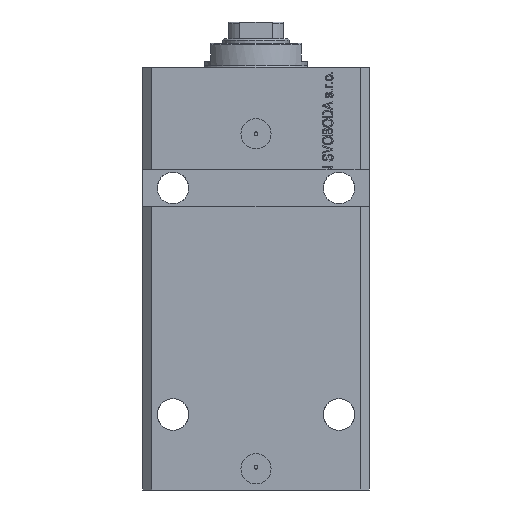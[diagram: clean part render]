
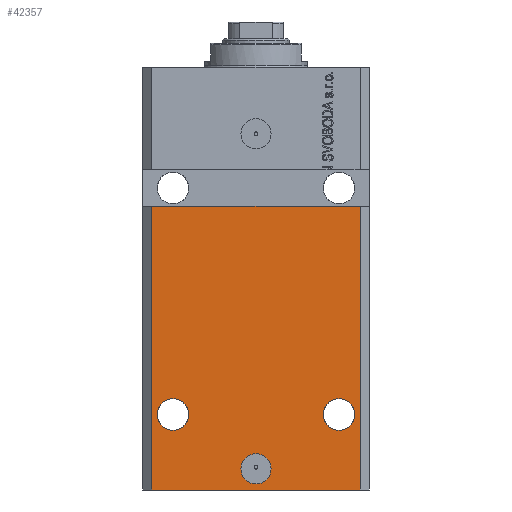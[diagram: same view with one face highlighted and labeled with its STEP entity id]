
A CAD part, front view. The second image highlights one B-rep face of the part: STEP entity #42357.
In plain terms, the highlighted planar face has unit normal (0, -1, 0).
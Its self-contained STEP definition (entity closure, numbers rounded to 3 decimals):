
#125 = VERTEX_POINT ( 'NONE', #39801 ) ;
#467 = EDGE_CURVE ( 'NONE', #37726, #26669, #44694, .T. ) ;
#1442 = AXIS2_PLACEMENT_3D ( 'NONE', #45664, #9083, #4969 ) ;
#2017 = DIRECTION ( 'NONE',  ( 1., 0., 0. ) ) ;
#2311 = ORIENTED_EDGE ( 'NONE', *, *, #44251, .F. ) ;
#2458 = DIRECTION ( 'NONE',  ( 0., -1., 0. ) ) ;
#2595 = CARTESIAN_POINT ( 'NONE',  ( 34.5, -27.5, -140. ) ) ;
#2793 = VERTEX_POINT ( 'NONE', #8279 ) ;
#3925 = DIRECTION ( 'NONE',  ( 0., 0., 1. ) ) ;
#4854 = VECTOR ( 'NONE', #9521, 1000. ) ;
#4969 = DIRECTION ( 'NONE',  ( 0., 0., -1. ) ) ;
#5063 = DIRECTION ( 'NONE',  ( 0., -1., 0. ) ) ;
#5877 = DIRECTION ( 'NONE',  ( 0., -1., 0. ) ) ;
#5941 = CIRCLE ( 'NONE', #33825, 5.25 ) ;
#6200 = EDGE_CURVE ( 'NONE', #6484, #19044, #5941, .T. ) ;
#6406 = DIRECTION ( 'NONE',  ( 0., -1., 0. ) ) ;
#6484 = VERTEX_POINT ( 'NONE', #18278 ) ;
#8279 = CARTESIAN_POINT ( 'NONE',  ( -34.5, -27.5, -140. ) ) ;
#8766 = EDGE_CURVE ( 'NONE', #2793, #46170, #45942, .T. ) ;
#9083 = DIRECTION ( 'NONE',  ( 0., -1., 0. ) ) ;
#9426 = DIRECTION ( 'NONE',  ( 1., 0., 0. ) ) ;
#9521 = DIRECTION ( 'NONE',  ( 1., 0., 0. ) ) ;
#10404 = DIRECTION ( 'NONE',  ( 0., -1., 0. ) ) ;
#10645 = EDGE_CURVE ( 'NONE', #39677, #125, #21567, .T. ) ;
#12249 = FACE_OUTER_BOUND ( 'NONE', #19873, .T. ) ;
#13210 = FACE_BOUND ( 'NONE', #21994, .T. ) ;
#13407 = CARTESIAN_POINT ( 'NONE',  ( -34.5, -27.5, -46. ) ) ;
#15544 = CARTESIAN_POINT ( 'NONE',  ( -34.5, -27.5, -140. ) ) ;
#15686 = CIRCLE ( 'NONE', #21875, 5. ) ;
#15731 = EDGE_CURVE ( 'NONE', #19044, #6484, #20186, .T. ) ;
#16834 = FACE_BOUND ( 'NONE', #39989, .T. ) ;
#18278 = CARTESIAN_POINT ( 'NONE',  ( 22.25, -27.5, -115. ) ) ;
#19044 = VERTEX_POINT ( 'NONE', #21299 ) ;
#19514 = PLANE ( 'NONE',  #1442 ) ;
#19747 = FACE_BOUND ( 'NONE', #40223, .T. ) ;
#19850 = EDGE_CURVE ( 'NONE', #46170, #39541, #27942, .T. ) ;
#19873 = EDGE_LOOP ( 'NONE', ( #31942, #29731, #30218, #42555 ) ) ;
#19887 = EDGE_CURVE ( 'NONE', #125, #39677, #15686, .T. ) ;
#20186 = CIRCLE ( 'NONE', #26385, 5.25 ) ;
#20653 = DIRECTION ( 'NONE',  ( 1., 0., 0. ) ) ;
#20859 = EDGE_CURVE ( 'NONE', #27725, #39541, #32759, .T. ) ;
#21016 = EDGE_CURVE ( 'NONE', #2793, #27725, #22574, .T. ) ;
#21107 = DIRECTION ( 'NONE',  ( -1., 0., 0. ) ) ;
#21186 = DIRECTION ( 'NONE',  ( 1., 0., 0. ) ) ;
#21299 = CARTESIAN_POINT ( 'NONE',  ( 32.75, -27.5, -115. ) ) ;
#21567 = CIRCLE ( 'NONE', #24647, 5. ) ;
#21875 = AXIS2_PLACEMENT_3D ( 'NONE', #42932, #5877, #20653 ) ;
#21994 = EDGE_LOOP ( 'NONE', ( #2311, #26595 ) ) ;
#22574 = LINE ( 'NONE', #15544, #32629 ) ;
#23194 = CARTESIAN_POINT ( 'NONE',  ( -34.5, -27.5, -140. ) ) ;
#24647 = AXIS2_PLACEMENT_3D ( 'NONE', #42608, #5063, #9426 ) ;
#24830 = CARTESIAN_POINT ( 'NONE',  ( 27.5, -27.5, -115. ) ) ;
#26385 = AXIS2_PLACEMENT_3D ( 'NONE', #42478, #34496, #2017 ) ;
#26595 = ORIENTED_EDGE ( 'NONE', *, *, #467, .F. ) ;
#26669 = VERTEX_POINT ( 'NONE', #33413 ) ;
#26932 = CIRCLE ( 'NONE', #44687, 5.25 ) ;
#27725 = VERTEX_POINT ( 'NONE', #2595 ) ;
#27942 = LINE ( 'NONE', #28170, #4854 ) ;
#28040 = ORIENTED_EDGE ( 'NONE', *, *, #10645, .F. ) ;
#28170 = CARTESIAN_POINT ( 'NONE',  ( -37.5, -27.5, -46. ) ) ;
#29248 = CARTESIAN_POINT ( 'NONE',  ( -32.75, -27.5, -115. ) ) ;
#29731 = ORIENTED_EDGE ( 'NONE', *, *, #8766, .F. ) ;
#30218 = ORIENTED_EDGE ( 'NONE', *, *, #21016, .T. ) ;
#30774 = AXIS2_PLACEMENT_3D ( 'NONE', #35661, #2458, #21107 ) ;
#31942 = ORIENTED_EDGE ( 'NONE', *, *, #19850, .F. ) ;
#32525 = ORIENTED_EDGE ( 'NONE', *, *, #19887, .F. ) ;
#32629 = VECTOR ( 'NONE', #42654, 1000. ) ;
#32759 = LINE ( 'NONE', #33492, #34956 ) ;
#33413 = CARTESIAN_POINT ( 'NONE',  ( -22.25, -27.5, -115. ) ) ;
#33425 = CARTESIAN_POINT ( 'NONE',  ( -27.5, -27.5, -115. ) ) ;
#33492 = CARTESIAN_POINT ( 'NONE',  ( 34.5, -27.5, -140. ) ) ;
#33825 = AXIS2_PLACEMENT_3D ( 'NONE', #24830, #6406, #21186 ) ;
#34496 = DIRECTION ( 'NONE',  ( 0., -1., 0. ) ) ;
#34956 = VECTOR ( 'NONE', #3925, 1000. ) ;
#35661 = CARTESIAN_POINT ( 'NONE',  ( -27.5, -27.5, -115. ) ) ;
#37726 = VERTEX_POINT ( 'NONE', #29248 ) ;
#37981 = DIRECTION ( 'NONE',  ( 0., 0., 1. ) ) ;
#38490 = ORIENTED_EDGE ( 'NONE', *, *, #6200, .F. ) ;
#39384 = ORIENTED_EDGE ( 'NONE', *, *, #15731, .F. ) ;
#39541 = VERTEX_POINT ( 'NONE', #42165 ) ;
#39677 = VERTEX_POINT ( 'NONE', #47894 ) ;
#39801 = CARTESIAN_POINT ( 'NONE',  ( -5., -27.5, -133. ) ) ;
#39989 = EDGE_LOOP ( 'NONE', ( #39384, #38490 ) ) ;
#40223 = EDGE_LOOP ( 'NONE', ( #28040, #32525 ) ) ;
#42165 = CARTESIAN_POINT ( 'NONE',  ( 34.5, -27.5, -46. ) ) ;
#42357 = ADVANCED_FACE ( 'NONE', ( #19747, #16834, #13210, #12249 ), #19514, .T. ) ;
#42478 = CARTESIAN_POINT ( 'NONE',  ( 27.5, -27.5, -115. ) ) ;
#42555 = ORIENTED_EDGE ( 'NONE', *, *, #20859, .T. ) ;
#42608 = CARTESIAN_POINT ( 'NONE',  ( 0., -27.5, -133. ) ) ;
#42654 = DIRECTION ( 'NONE',  ( 1., 0., 0. ) ) ;
#42932 = CARTESIAN_POINT ( 'NONE',  ( 0., -27.5, -133. ) ) ;
#43593 = DIRECTION ( 'NONE',  ( -1., 0., 0. ) ) ;
#44251 = EDGE_CURVE ( 'NONE', #26669, #37726, #26932, .T. ) ;
#44686 = VECTOR ( 'NONE', #37981, 1000. ) ;
#44687 = AXIS2_PLACEMENT_3D ( 'NONE', #33425, #10404, #43593 ) ;
#44694 = CIRCLE ( 'NONE', #30774, 5.25 ) ;
#45664 = CARTESIAN_POINT ( 'NONE',  ( -34.5, -27.5, -140. ) ) ;
#45942 = LINE ( 'NONE', #23194, #44686 ) ;
#46170 = VERTEX_POINT ( 'NONE', #13407 ) ;
#47894 = CARTESIAN_POINT ( 'NONE',  ( 5., -27.5, -133. ) ) ;
